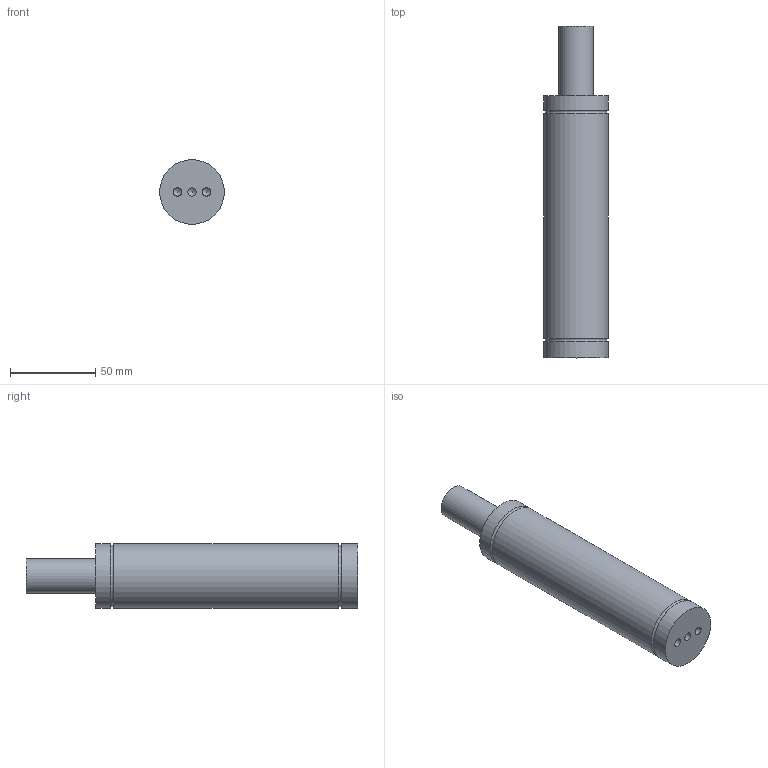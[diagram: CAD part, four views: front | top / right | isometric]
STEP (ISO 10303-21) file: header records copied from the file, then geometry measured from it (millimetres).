
FILE_DESCRIPTION(/* description */ ('Alibre Inc.'),/* implementation_level */ '2;1');
FILE_NAME(/* name */ 'export-A40AF279-A00C-4191-80C1-91AECA95A2BF',/* time_stamp */ '2019-05-22T11:20:18+03:00',/* author */ (''),/* organization */ (''),/* preprocessor_version */ 'ST-DEVELOPER v17',/* originating_system */ 'Alibre',/* authorisation */ '');
FILE_SCHEMA (('CONFIG_CONTROL_DESIGN'));
Length unit declared in the file: centimetre
Products named in the file (1): ID_1
Bounding box: 38 x 195 x 38 mm (x, y, z)
Volume: 186556.4 mm3; surface area: 23954.6 mm2
Topology: 1 solids, 1 shells, 15 faces, 31 edges, 19 vertices
Faces by surface type: cylinder 7, cone 3, plane 3, torus 2
Full cylindrical faces by diameter (mm): 4.917 x2, 5 x1, 20 x1, 38 x3
Entity records: 376 total; most frequent: DIRECTION 49, CARTESIAN_POINT 44, FACE_BOUND 31, ORIENTED_EDGE 28, EDGE_LOOP 28, AXIS2_PLACEMENT_3D 27, VERTEX_POINT 17, ADVANCED_FACE 15
